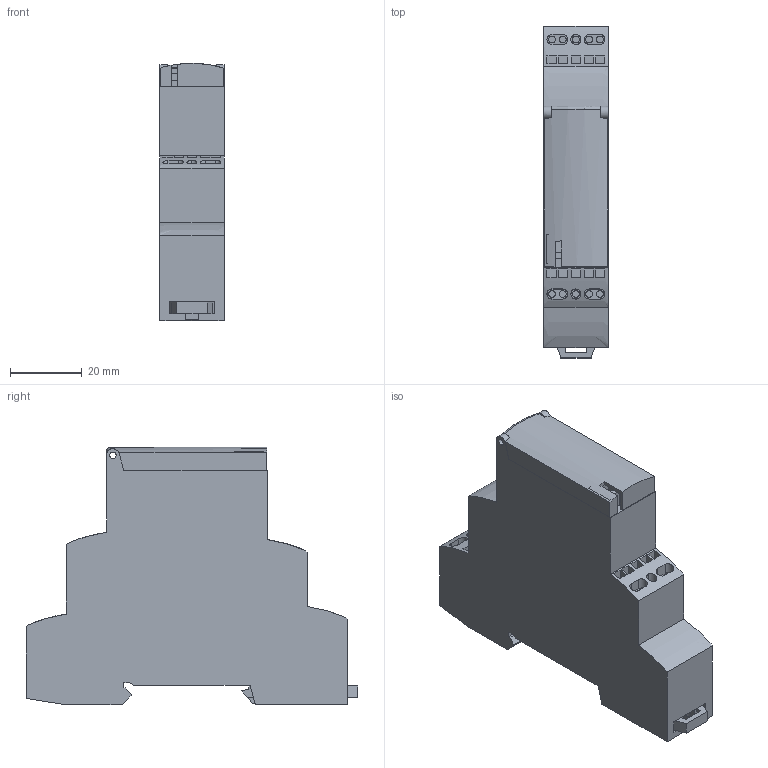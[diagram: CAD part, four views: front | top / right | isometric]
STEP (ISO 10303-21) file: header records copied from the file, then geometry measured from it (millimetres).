
FILE_DESCRIPTION((''),'2;1');
FILE_NAME('RE17RBMU-3D','2020-11-23T11:18:03',('SESA231899'),('Schneider-Electric'),'CREO PARAMETRIC BY PTC INC, 2019164','CREO PARAMETRIC BY PTC INC, 2019164','');
FILE_SCHEMA(('AP242_MANAGED_MODEL_BASED_3D_ENGINEERING_MIM_LF { 1 0 10303 442 1 1 4 }'));
Length unit declared in the file: millimetre
Products named in the file (1): RE17RBMU-3D
Bounding box: 17.9 x 92.8 x 72 mm (x, y, z)
Volume: 81005.9 mm3; surface area: 17470.5 mm2
Topology: 1 solids, 1 shells, 218 faces, 563 edges, 370 vertices
Faces by surface type: plane 173, cylinder 39, extrusion 5, torus 1
Entity records: 36403 total; most frequent: CARTESIAN_POINT 28430, ORIENTED_EDGE 1126, DIRECTION 1087, PRESENTATION_STYLE_ASSIGNMENT 590, STYLED_ITEM 588, CURVE_STYLE 578, EDGE_CURVE 563, POLYLINE 462
